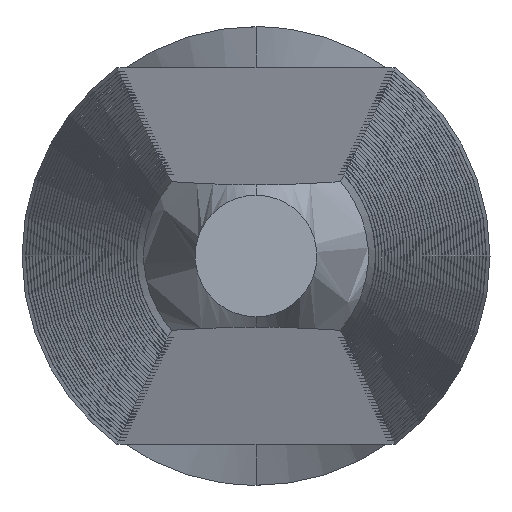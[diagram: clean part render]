
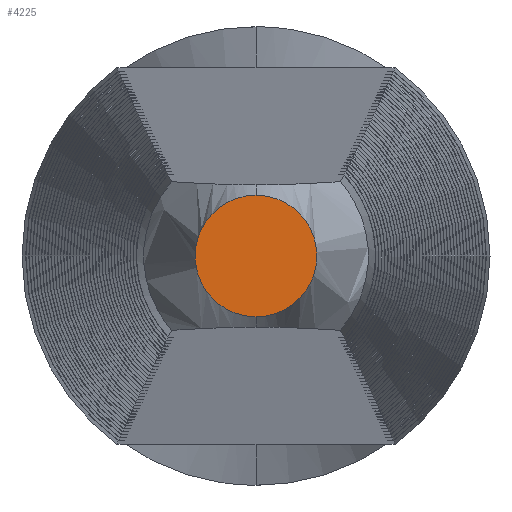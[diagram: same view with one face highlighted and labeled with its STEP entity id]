
A CAD part, left-side view. The second image highlights one B-rep face of the part: STEP entity #4225.
In plain terms, the highlighted free-form (B-spline) face has degree [1, 1] with [2, 2] control points.
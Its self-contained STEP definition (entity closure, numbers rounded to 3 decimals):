
#297 = EDGE_CURVE('',#298,#300,#302,.T.);
#298 = VERTEX_POINT('',#299);
#299 = CARTESIAN_POINT('',(0.,0.,3.671));
#300 = VERTEX_POINT('',#301);
#301 = CARTESIAN_POINT('',(0.,0.,-3.671));
#302 = ( BOUNDED_CURVE() B_SPLINE_CURVE(2,(#303,#304,#305,#306,#307),
.UNSPECIFIED.,.F.,.F.) B_SPLINE_CURVE_WITH_KNOTS((3,2,3),(0.,
1.571,3.142),.PIECEWISE_BEZIER_KNOTS.) CURVE() 
GEOMETRIC_REPRESENTATION_ITEM() RATIONAL_B_SPLINE_CURVE((1.,
0.707,1.,0.707,1.)) REPRESENTATION_ITEM('') );
#303 = CARTESIAN_POINT('',(0.,0.,3.671));
#304 = CARTESIAN_POINT('',(0.,3.671,3.671));
#305 = CARTESIAN_POINT('',(0.,3.671,0.));
#306 = CARTESIAN_POINT('',(0.,3.671,-3.671));
#307 = CARTESIAN_POINT('',(0.,0.,-3.671));
#4225 = ADVANCED_FACE('',(#4226),#4237,.F.);
#4226 = FACE_BOUND('',#4227,.T.);
#4227 = EDGE_LOOP('',(#4228,#4236));
#4228 = ORIENTED_EDGE('',*,*,#4229,.T.);
#4229 = EDGE_CURVE('',#300,#298,#4230,.T.);
#4230 = ( BOUNDED_CURVE() B_SPLINE_CURVE(2,(#4231,#4232,#4233,#4234,
#4235),.UNSPECIFIED.,.F.,.F.) B_SPLINE_CURVE_WITH_KNOTS((3,2,3),(
    3.142,4.712,6.283),
.PIECEWISE_BEZIER_KNOTS.) CURVE() GEOMETRIC_REPRESENTATION_ITEM() 
RATIONAL_B_SPLINE_CURVE((1.,0.707,1.,0.707,1.)) 
REPRESENTATION_ITEM('') );
#4231 = CARTESIAN_POINT('',(0.,0.,-3.671));
#4232 = CARTESIAN_POINT('',(0.,-3.671,-3.671));
#4233 = CARTESIAN_POINT('',(0.,-3.671,0.));
#4234 = CARTESIAN_POINT('',(0.,-3.671,3.671));
#4235 = CARTESIAN_POINT('',(0.,0.,3.671));
#4236 = ORIENTED_EDGE('',*,*,#297,.T.);
#4237 = B_SPLINE_SURFACE_WITH_KNOTS('',1,1,(
    (#4238,#4239)
    ,(#4240,#4241
    )),.UNSPECIFIED.,.F.,.F.,.F.,(2,2),(2,2),(-3.25,3.25),(-3.25,3.25),
  .PIECEWISE_BEZIER_KNOTS.);
#4238 = CARTESIAN_POINT('',(0.,-3.671,3.671));
#4239 = CARTESIAN_POINT('',(0.,3.671,3.671));
#4240 = CARTESIAN_POINT('',(0.,-3.671,-3.671));
#4241 = CARTESIAN_POINT('',(0.,3.671,-3.671));
